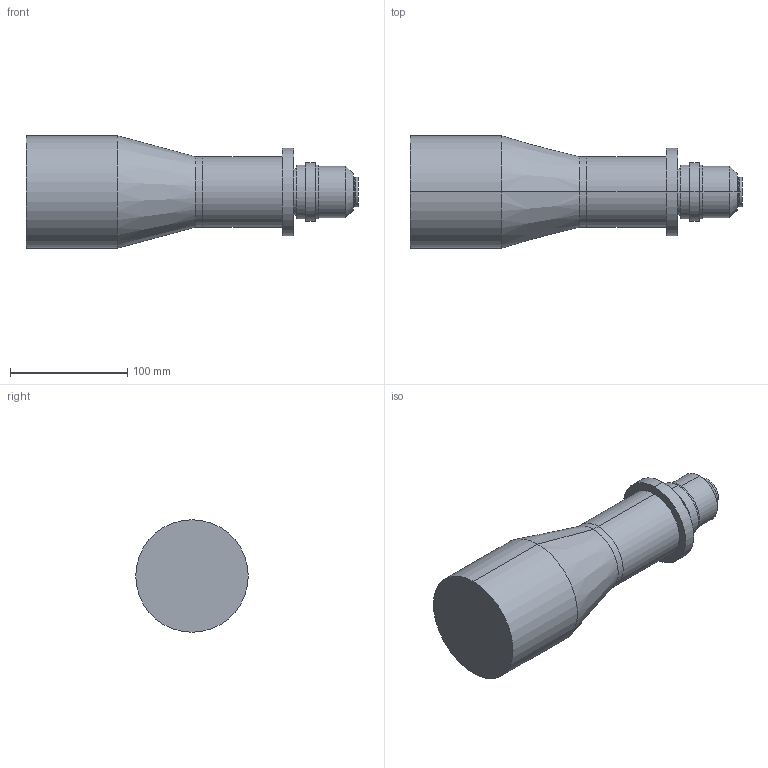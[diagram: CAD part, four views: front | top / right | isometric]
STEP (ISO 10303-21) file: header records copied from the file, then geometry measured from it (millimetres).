
FILE_DESCRIPTION (( 'STEP AP203' ), '1' );
FILE_NAME ('S5LPJ6050_03.STEP', '2016-05-04T06:52:22', ( '' ), ( '' ), 'SwSTEP 2.0', 'SolidWorks 2015', '' );
FILE_SCHEMA (( 'CONFIG_CONTROL_DESIGN' ));
Length unit declared in the file: millimetre
Products named in the file (1): S5LPJ6050_03
Bounding box: 283.23 x 96 x 96 mm (x, y, z)
Volume: 1222461.8 mm3; surface area: 78292.3 mm2
Topology: 1 solids, 1 shells, 42 faces, 82 edges, 50 vertices
Faces by surface type: cylinder 22, plane 10, cone 6, torus 4
Entity records: 1165 total; most frequent: DIRECTION 222, CARTESIAN_POINT 175, ORIENTED_EDGE 164, AXIS2_PLACEMENT_3D 97, EDGE_CURVE 82, CIRCLE 54, VERTEX_POINT 50, EDGE_LOOP 50
